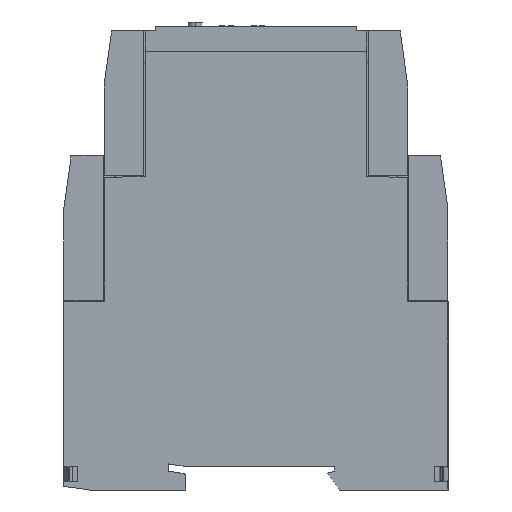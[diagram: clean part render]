
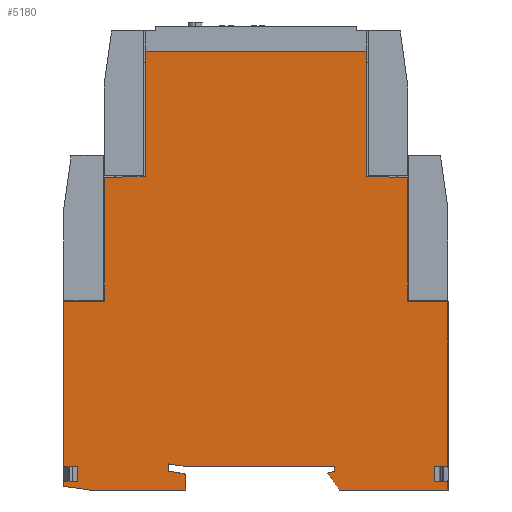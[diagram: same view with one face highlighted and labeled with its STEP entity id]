
A CAD part, left-side view. The second image highlights one B-rep face of the part: STEP entity #5180.
In plain terms, the highlighted planar face has unit normal (-1, 0, 0).
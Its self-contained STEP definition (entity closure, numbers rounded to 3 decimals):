
#5180=ADVANCED_FACE('',(#10546),#10547,.F.);
#10546=FACE_OUTER_BOUND('',#15955,.T.);
#10547=PLANE('',#15956);
#15955=EDGE_LOOP('',(#32144,#32145,#32146,#32147,#32148,#32149,#32150,#32151,#32152,#32153,#32154,#32155,#32156,#32157,#32158,#32159,#32160,#32161,#32162,#32163,#32164,#32165,#32166,#32167,#32168,#32169,#32170,#32171,#32172,#32173,#32174));
#15956=AXIS2_PLACEMENT_3D('',#32175,#32176,#32177);
#32144=ORIENTED_EDGE('',*,*,#38927,.F.);
#32145=ORIENTED_EDGE('',*,*,#38971,.F.);
#32146=ORIENTED_EDGE('',*,*,#38972,.F.);
#32147=ORIENTED_EDGE('',*,*,#38973,.F.);
#32148=ORIENTED_EDGE('',*,*,#38962,.F.);
#32149=ORIENTED_EDGE('',*,*,#38966,.F.);
#32150=ORIENTED_EDGE('',*,*,#38974,.F.);
#32151=ORIENTED_EDGE('',*,*,#38975,.T.);
#32152=ORIENTED_EDGE('',*,*,#38976,.T.);
#32153=ORIENTED_EDGE('',*,*,#38977,.T.);
#32154=ORIENTED_EDGE('',*,*,#38978,.F.);
#32155=ORIENTED_EDGE('',*,*,#38979,.F.);
#32156=ORIENTED_EDGE('',*,*,#38980,.F.);
#32157=ORIENTED_EDGE('',*,*,#38981,.F.);
#32158=ORIENTED_EDGE('',*,*,#38982,.F.);
#32159=ORIENTED_EDGE('',*,*,#38983,.F.);
#32160=ORIENTED_EDGE('',*,*,#38984,.F.);
#32161=ORIENTED_EDGE('',*,*,#38985,.F.);
#32162=ORIENTED_EDGE('',*,*,#38986,.F.);
#32163=ORIENTED_EDGE('',*,*,#38628,.F.);
#32164=ORIENTED_EDGE('',*,*,#38987,.F.);
#32165=ORIENTED_EDGE('',*,*,#38988,.T.);
#32166=ORIENTED_EDGE('',*,*,#38989,.T.);
#32167=ORIENTED_EDGE('',*,*,#38990,.T.);
#32168=ORIENTED_EDGE('',*,*,#38991,.F.);
#32169=ORIENTED_EDGE('',*,*,#38992,.F.);
#32170=ORIENTED_EDGE('',*,*,#38993,.F.);
#32171=ORIENTED_EDGE('',*,*,#38994,.F.);
#32172=ORIENTED_EDGE('',*,*,#38995,.F.);
#32173=ORIENTED_EDGE('',*,*,#38996,.F.);
#32174=ORIENTED_EDGE('',*,*,#38997,.F.);
#32175=CARTESIAN_POINT('',(0.0,43.075,43.271));
#32176=DIRECTION('',(1.0,0.0,0.0));
#32177=DIRECTION('',(0.0,0.0,-1.0));
#38628=EDGE_CURVE('',#48035,#48037,#48038,.T.);
#38927=EDGE_CURVE('',#48477,#48479,#48480,.T.);
#38962=EDGE_CURVE('',#48528,#48530,#48531,.T.);
#38966=EDGE_CURVE('',#48534,#48528,#48536,.T.);
#38971=EDGE_CURVE('',#48541,#48477,#48542,.T.);
#38972=EDGE_CURVE('',#48543,#48541,#48544,.T.);
#38973=EDGE_CURVE('',#48530,#48543,#48545,.T.);
#38974=EDGE_CURVE('',#48546,#48534,#48547,.T.);
#38975=EDGE_CURVE('',#48546,#48548,#48549,.T.);
#38976=EDGE_CURVE('',#48548,#48550,#48551,.T.);
#38977=EDGE_CURVE('',#48550,#48552,#48553,.T.);
#38978=EDGE_CURVE('',#48554,#48552,#48555,.T.);
#38979=EDGE_CURVE('',#48556,#48554,#48557,.T.);
#38980=EDGE_CURVE('',#48558,#48556,#48559,.T.);
#38981=EDGE_CURVE('',#48560,#48558,#48561,.T.);
#38982=EDGE_CURVE('',#48562,#48560,#48563,.T.);
#38983=EDGE_CURVE('',#48564,#48562,#48565,.T.);
#38984=EDGE_CURVE('',#48566,#48564,#48567,.T.);
#38985=EDGE_CURVE('',#48568,#48566,#48569,.T.);
#38986=EDGE_CURVE('',#48037,#48568,#48570,.T.);
#38987=EDGE_CURVE('',#48571,#48035,#48572,.T.);
#38988=EDGE_CURVE('',#48571,#48573,#48574,.T.);
#38989=EDGE_CURVE('',#48573,#48575,#48576,.T.);
#38990=EDGE_CURVE('',#48575,#48577,#48578,.T.);
#38991=EDGE_CURVE('',#48579,#48577,#48580,.T.);
#38992=EDGE_CURVE('',#48581,#48579,#48582,.T.);
#38993=EDGE_CURVE('',#48583,#48581,#48584,.T.);
#38994=EDGE_CURVE('',#48585,#48583,#48586,.T.);
#38995=EDGE_CURVE('',#48587,#48585,#48588,.T.);
#38996=EDGE_CURVE('',#48589,#48587,#48590,.T.);
#38997=EDGE_CURVE('',#48479,#48589,#48591,.T.);
#48035=VERTEX_POINT('',#62871);
#48037=VERTEX_POINT('',#62874);
#48038=LINE('',#62875,#62876);
#48477=VERTEX_POINT('',#63524);
#48479=VERTEX_POINT('',#63527);
#48480=LINE('',#63528,#63529);
#48528=VERTEX_POINT('',#63602);
#48530=VERTEX_POINT('',#63605);
#48531=LINE('',#63606,#63607);
#48534=VERTEX_POINT('',#63611);
#48536=LINE('',#63614,#63615);
#48541=VERTEX_POINT('',#63620);
#48542=LINE('',#63621,#63622);
#48543=VERTEX_POINT('',#63623);
#48544=LINE('',#63624,#63625);
#48545=LINE('',#63626,#63627);
#48546=VERTEX_POINT('',#63628);
#48547=LINE('',#63629,#63630);
#48548=VERTEX_POINT('',#63631);
#48549=LINE('',#63632,#63633);
#48550=VERTEX_POINT('',#63634);
#48551=LINE('',#63635,#63636);
#48552=VERTEX_POINT('',#63637);
#48553=LINE('',#63638,#63639);
#48554=VERTEX_POINT('',#63640);
#48555=LINE('',#63641,#63642);
#48556=VERTEX_POINT('',#63643);
#48557=LINE('',#63644,#63645);
#48558=VERTEX_POINT('',#63646);
#48559=LINE('',#63647,#63648);
#48560=VERTEX_POINT('',#63649);
#48561=LINE('',#63650,#63651);
#48562=VERTEX_POINT('',#63652);
#48563=LINE('',#63653,#63654);
#48564=VERTEX_POINT('',#63655);
#48565=LINE('',#63656,#63657);
#48566=VERTEX_POINT('',#63658);
#48567=LINE('',#63659,#63660);
#48568=VERTEX_POINT('',#63661);
#48569=LINE('',#63662,#63663);
#48570=LINE('',#63664,#63665);
#48571=VERTEX_POINT('',#63666);
#48572=LINE('',#63667,#63668);
#48573=VERTEX_POINT('',#63669);
#48574=LINE('',#63670,#63671);
#48575=VERTEX_POINT('',#63672);
#48576=LINE('',#63673,#63674);
#48577=VERTEX_POINT('',#63675);
#48578=LINE('',#63676,#63677);
#48579=VERTEX_POINT('',#63678);
#48580=LINE('',#63679,#63680);
#48581=VERTEX_POINT('',#63681);
#48582=LINE('',#63682,#63683);
#48583=VERTEX_POINT('',#63684);
#48584=LINE('',#63685,#63686);
#48585=VERTEX_POINT('',#63687);
#48586=LINE('',#63688,#63689);
#48587=VERTEX_POINT('',#63690);
#48588=CIRCLE('',#63691,45.43);
#48589=VERTEX_POINT('',#63692);
#48590=LINE('',#63693,#63694);
#48591=LINE('',#63695,#63696);
#62871=CARTESIAN_POINT('',(0.0,85.65,41.936));
#62874=CARTESIAN_POINT('',(0.0,76.55,42.095));
#62875=CARTESIAN_POINT('',(0.0,85.65,41.936));
#62876=VECTOR('',#69342,1.0);
#63524=CARTESIAN_POINT('',(0.0,25.35,5.295));
#63527=CARTESIAN_POINT('',(0.0,58.85,5.295));
#63528=CARTESIAN_POINT('',(0.0,25.35,5.295));
#63529=VECTOR('',#69574,1.0);
#63602=CARTESIAN_POINT('',(0.0,24.188,0.0));
#63605=CARTESIAN_POINT('',(0.0,26.783,3.706));
#63606=CARTESIAN_POINT('',(0.0,24.188,0.0));
#63607=VECTOR('',#69601,1.0);
#63611=CARTESIAN_POINT('',(0.0,0.05,0.0));
#63614=CARTESIAN_POINT('',(0.0,0.05,0.0));
#63615=VECTOR('',#69604,1.0);
#63620=CARTESIAN_POINT('',(0.0,25.35,4.195));
#63621=CARTESIAN_POINT('',(0.0,25.35,4.195));
#63622=VECTOR('',#69605,1.0);
#63623=CARTESIAN_POINT('',(0.0,26.741,3.822));
#63624=CARTESIAN_POINT('',(0.0,26.741,3.822));
#63625=VECTOR('',#69606,1.0);
#63626=CARTESIAN_POINT('',(0.0,26.783,3.706));
#63627=VECTOR('',#69607,1.0);
#63628=CARTESIAN_POINT('',(0.0,0.05,1.86));
#63629=CARTESIAN_POINT('',(0.0,0.05,41.936));
#63630=VECTOR('',#69608,1.0);
#63631=CARTESIAN_POINT('',(0.0,3.06,1.86));
#63632=CARTESIAN_POINT('',(0.0,22.315,1.86));
#63633=VECTOR('',#69609,1.0);
#63634=CARTESIAN_POINT('',(0.0,3.06,5.23));
#63635=CARTESIAN_POINT('',(0.0,3.06,23.408));
#63636=VECTOR('',#69610,1.0);
#63637=CARTESIAN_POINT('',(0.0,0.05,5.23));
#63638=CARTESIAN_POINT('',(0.0,22.315,5.23));
#63639=VECTOR('',#69611,1.0);
#63640=CARTESIAN_POINT('',(0.0,0.05,41.936));
#63641=CARTESIAN_POINT('',(0.0,0.05,41.936));
#63642=VECTOR('',#69612,1.0);
#63643=CARTESIAN_POINT('',(0.0,9.15,42.095));
#63644=CARTESIAN_POINT('',(0.0,9.15,42.095));
#63645=VECTOR('',#69613,1.0);
#63646=CARTESIAN_POINT('',(0.0,9.15,69.688));
#63647=CARTESIAN_POINT('',(0.0,9.15,69.688));
#63648=VECTOR('',#69614,1.0);
#63649=CARTESIAN_POINT('',(0.0,18.15,69.845));
#63650=CARTESIAN_POINT('',(0.0,18.15,69.845));
#63651=VECTOR('',#69615,1.0);
#63652=CARTESIAN_POINT('',(0.0,18.15,97.781));
#63653=CARTESIAN_POINT('',(0.0,18.15,97.781));
#63654=VECTOR('',#69616,1.0);
#63655=CARTESIAN_POINT('',(0.0,67.55,97.781));
#63656=CARTESIAN_POINT('',(0.0,67.55,97.781));
#63657=VECTOR('',#69617,1.0);
#63658=CARTESIAN_POINT('',(0.0,67.55,69.845));
#63659=CARTESIAN_POINT('',(0.0,67.55,69.845));
#63660=VECTOR('',#69618,1.0);
#63661=CARTESIAN_POINT('',(0.0,76.55,69.688));
#63662=CARTESIAN_POINT('',(0.0,76.55,69.688));
#63663=VECTOR('',#69619,1.0);
#63664=CARTESIAN_POINT('',(0.0,76.55,42.095));
#63665=VECTOR('',#69620,1.0);
#63666=CARTESIAN_POINT('',(0.0,85.65,5.23));
#63667=CARTESIAN_POINT('',(0.0,85.65,0.8));
#63668=VECTOR('',#69621,1.0);
#63669=CARTESIAN_POINT('',(0.0,82.64,5.23));
#63670=CARTESIAN_POINT('',(0.0,63.61,5.23));
#63671=VECTOR('',#69622,1.0);
#63672=CARTESIAN_POINT('',(0.0,82.64,1.86));
#63673=CARTESIAN_POINT('',(0.0,82.64,23.408));
#63674=VECTOR('',#69623,1.0);
#63675=CARTESIAN_POINT('',(0.0,85.65,1.86));
#63676=CARTESIAN_POINT('',(0.0,63.61,1.86));
#63677=VECTOR('',#69624,1.0);
#63678=CARTESIAN_POINT('',(0.0,85.65,0.8));
#63679=CARTESIAN_POINT('',(0.0,85.65,0.8));
#63680=VECTOR('',#69625,1.0);
#63681=CARTESIAN_POINT('',(0.0,79.957,0.0));
#63682=CARTESIAN_POINT('',(0.0,79.957,0.0));
#63683=VECTOR('',#69626,1.0);
#63684=CARTESIAN_POINT('',(0.0,58.555,0.0));
#63685=CARTESIAN_POINT('',(0.0,58.555,0.0));
#63686=VECTOR('',#69627,1.0);
#63687=CARTESIAN_POINT('',(0.0,58.555,3.496));
#63688=CARTESIAN_POINT('',(0.0,58.555,3.496));
#63689=VECTOR('',#69628,1.0);
#63690=CARTESIAN_POINT('',(0.0,62.35,4.195));
#63691=AXIS2_PLACEMENT_3D('',#69629,#69630,#69631);
#63692=CARTESIAN_POINT('',(0.0,62.35,5.795));
#63693=CARTESIAN_POINT('',(0.0,62.35,5.795));
#63694=VECTOR('',#69632,1.0);
#63695=CARTESIAN_POINT('',(0.0,58.85,5.295));
#63696=VECTOR('',#69633,1.0);
#69342=DIRECTION('',(0.0,-1.,0.017));
#69574=DIRECTION('',(0.0,1.0,0.0));
#69601=DIRECTION('',(0.0,0.574,0.819));
#69604=DIRECTION('',(0.0,1.0,0.0));
#69605=DIRECTION('',(0.0,0.0,1.0));
#69606=DIRECTION('',(0.0,-0.966,0.259));
#69607=DIRECTION('',(0.0,-0.342,0.94));
#69608=DIRECTION('',(0.0,0.0,-1.0));
#69609=DIRECTION('',(0.0,1.0,0.0));
#69610=DIRECTION('',(0.0,0.0,1.0));
#69611=DIRECTION('',(0.0,-1.0,0.0));
#69612=DIRECTION('',(0.0,0.0,-1.0));
#69613=DIRECTION('',(0.0,-1.,-0.017));
#69614=DIRECTION('',(0.0,0.0,-1.0));
#69615=DIRECTION('',(0.0,-1.,-0.017));
#69616=DIRECTION('',(0.0,0.0,-1.0));
#69617=DIRECTION('',(0.0,-1.0,0.0));
#69618=DIRECTION('',(0.0,0.0,1.0));
#69619=DIRECTION('',(0.0,-1.,0.017));
#69620=DIRECTION('',(0.0,0.0,1.0));
#69621=DIRECTION('',(0.0,0.0,1.0));
#69622=DIRECTION('',(0.0,-1.0,0.0));
#69623=DIRECTION('',(0.0,0.0,-1.0));
#69624=DIRECTION('',(0.0,1.0,0.0));
#69625=DIRECTION('',(0.0,0.0,1.0));
#69626=DIRECTION('',(0.0,0.99,0.139));
#69627=DIRECTION('',(0.0,1.0,0.0));
#69628=DIRECTION('',(0.0,0.,-1.));
#69629=CARTESIAN_POINT('',(0.0,68.673,-40.793));
#69630=DIRECTION('',(1.0,0.0,0.0));
#69631=DIRECTION('',(0.0,-0.139,0.99));
#69632=DIRECTION('',(0.0,0.0,-1.0));
#69633=DIRECTION('',(0.0,0.99,0.141));
